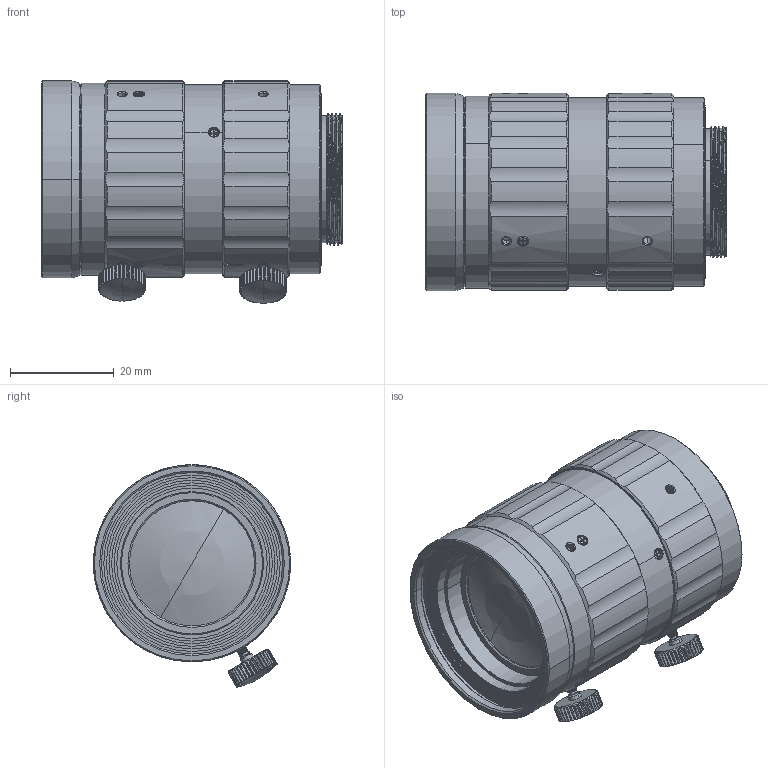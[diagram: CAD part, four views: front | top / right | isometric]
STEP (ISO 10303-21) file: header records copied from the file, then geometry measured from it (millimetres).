
FILE_DESCRIPTION(('FreeCAD Model'),'2;1');
FILE_NAME('Open CASCADE Shape Model','2025-01-21T15:02:14',('Author'),( ''),'Open CASCADE STEP processor 7.8','FreeCAD','Unknown');
FILE_SCHEMA(('AUTOMOTIVE_DESIGN { 1 0 10303 214 1 1 1 1 }'));
Length unit declared in the file: millimetre
Products named in the file (22): VA-LCM-20MP-50MM-F2.8-110; MSBR-76; MSBR-75; MSBR-65; MSBR-64; MSBR-63; MSBR-62; MSBR-61; MSBR-60; MSBR-21; MSBR-20; MSBR-16; MSBR-15; MSBR-14; MSBR-13; MSBR-12; MSBR-11; MSBR-6; MSBR-5; MSBR-4; MSBR-2; MSBR-1
Assembly tree (21 placements, depth 2):
  VA-LCM-20MP-50MM-F2.8-110
    MSBR-76
    MSBR-75
    MSBR-65
    MSBR-64
    MSBR-63
    MSBR-62
    MSBR-61
    MSBR-60
    MSBR-21
    MSBR-20
    MSBR-16
    MSBR-15
    MSBR-14
    MSBR-13
    MSBR-12
    MSBR-11
    MSBR-6
    MSBR-5
    MSBR-4
    MSBR-2
    MSBR-1
Bounding box: 57.88 x 38 x 42.9 mm (x, y, z)
Volume: 31257.1 mm3; surface area: 34025.5 mm2
Topology: 21 solids, 21 shells, 1166 faces, 2928 edges, 1833 vertices
Faces by surface type: cylinder 443, plane 330, cone 267, bspline 82, torus 32, sphere 12
Entity records: 52000 total; most frequent: CARTESIAN_POINT 24053, ORIENTED_EDGE 5832, DIRECTION 5662, EDGE_CURVE 2916, AXIS2_PLACEMENT_3D 2318, VERTEX_POINT 1833, FACE_BOUND 1276, EDGE_LOOP 1276
